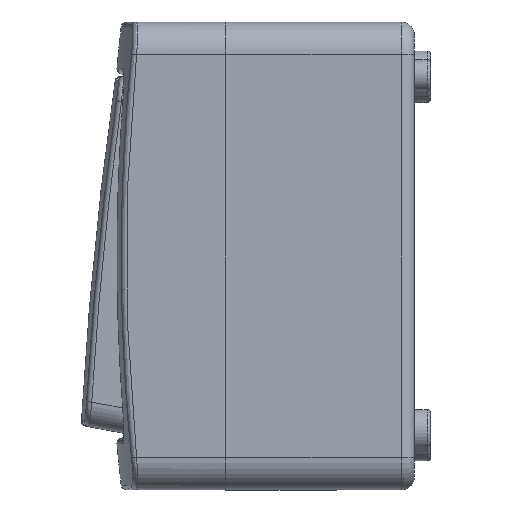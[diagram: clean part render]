
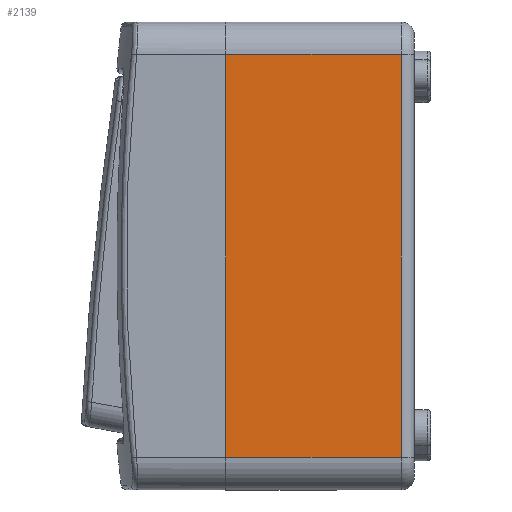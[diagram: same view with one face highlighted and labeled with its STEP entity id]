
A CAD part, left-side view. The second image highlights one B-rep face of the part: STEP entity #2139.
In plain terms, the highlighted planar face has unit normal (-1, 0, 0).
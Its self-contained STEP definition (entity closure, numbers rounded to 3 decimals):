
#248 = DIRECTION ( 'NONE',  ( 0., 0., 1. ) ) ;
#275 = CARTESIAN_POINT ( 'NONE',  ( -36., 29., 36. ) ) ;
#407 = LINE ( 'NONE', #8680, #9018 ) ;
#535 = ORIENTED_EDGE ( 'NONE', *, *, #13861, .T. ) ;
#698 = EDGE_LOOP ( 'NONE', ( #14544, #535, #14044, #2559 ) ) ;
#1228 = VECTOR ( 'NONE', #248, 1000. ) ;
#1979 = DIRECTION ( 'NONE',  ( 0., 0., -1. ) ) ;
#1999 = DIRECTION ( 'NONE',  ( 1., 0., 0. ) ) ;
#2139 = ADVANCED_FACE ( 'NONE', ( #12365 ), #2152, .F. ) ;
#2152 = PLANE ( 'NONE',  #15031 ) ;
#2261 = CARTESIAN_POINT ( 'NONE',  ( -36., 29., 36. ) ) ;
#2559 = ORIENTED_EDGE ( 'NONE', *, *, #13185, .F. ) ;
#2604 = VERTEX_POINT ( 'NONE', #9015 ) ;
#3784 = CARTESIAN_POINT ( 'NONE',  ( -36., 29., 31. ) ) ;
#4685 = VECTOR ( 'NONE', #6758, 1000. ) ;
#5293 = LINE ( 'NONE', #275, #1228 ) ;
#5468 = VECTOR ( 'NONE', #7619, 1000. ) ;
#6758 = DIRECTION ( 'NONE',  ( 0., 1., 0. ) ) ;
#7367 = CARTESIAN_POINT ( 'NONE',  ( -36., 29., 31. ) ) ;
#7579 = CARTESIAN_POINT ( 'NONE',  ( -36., 2., 36. ) ) ;
#7619 = DIRECTION ( 'NONE',  ( 0., 0., 1. ) ) ;
#8680 = CARTESIAN_POINT ( 'NONE',  ( -36., 29., -31. ) ) ;
#9015 = CARTESIAN_POINT ( 'NONE',  ( -36., 2., 31. ) ) ;
#9018 = VECTOR ( 'NONE', #9105, 1000. ) ;
#9105 = DIRECTION ( 'NONE',  ( 0., -1., 0. ) ) ;
#11261 = CARTESIAN_POINT ( 'NONE',  ( -36., 2., -31. ) ) ;
#11802 = LINE ( 'NONE', #7579, #5468 ) ;
#12365 = FACE_OUTER_BOUND ( 'NONE', #698, .T. ) ;
#12931 = CARTESIAN_POINT ( 'NONE',  ( -36., 29., -31. ) ) ;
#13185 = EDGE_CURVE ( 'NONE', #14514, #13470, #5293, .T. ) ;
#13275 = VERTEX_POINT ( 'NONE', #11261 ) ;
#13470 = VERTEX_POINT ( 'NONE', #3784 ) ;
#13811 = EDGE_CURVE ( 'NONE', #14514, #13275, #407, .T. ) ;
#13861 = EDGE_CURVE ( 'NONE', #13275, #2604, #11802, .T. ) ;
#13892 = EDGE_CURVE ( 'NONE', #2604, #13470, #14088, .T. ) ;
#14044 = ORIENTED_EDGE ( 'NONE', *, *, #13892, .T. ) ;
#14088 = LINE ( 'NONE', #7367, #4685 ) ;
#14514 = VERTEX_POINT ( 'NONE', #12931 ) ;
#14544 = ORIENTED_EDGE ( 'NONE', *, *, #13811, .T. ) ;
#15031 = AXIS2_PLACEMENT_3D ( 'NONE', #2261, #1999, #1979 ) ;
